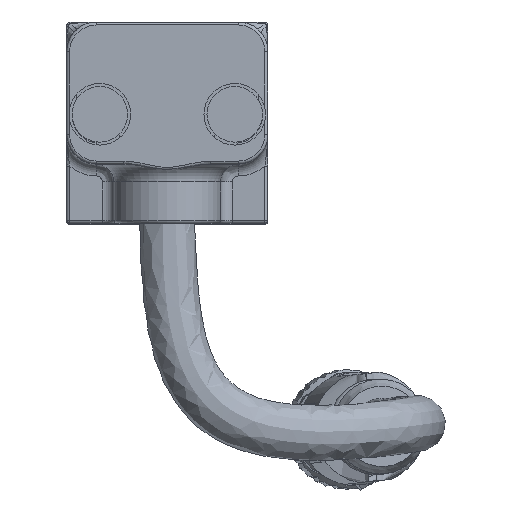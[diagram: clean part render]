
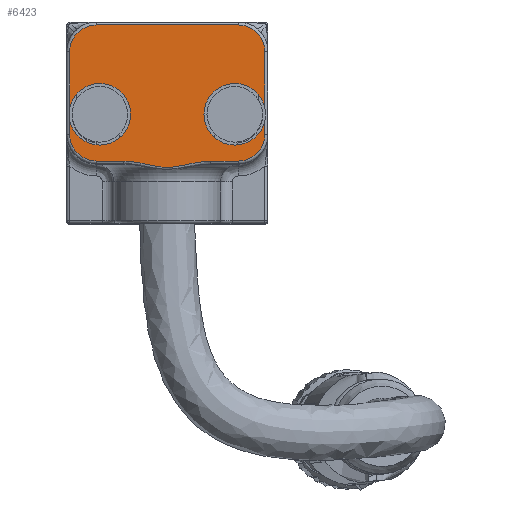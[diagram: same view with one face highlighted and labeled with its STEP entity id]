
A CAD part, top view. The second image highlights one B-rep face of the part: STEP entity #6423.
In plain terms, the highlighted planar face has unit normal (0, 0, 1).
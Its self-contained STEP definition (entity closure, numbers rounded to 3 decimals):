
#116=B_SPLINE_CURVE_WITH_KNOTS('',3,(#10043,#10044,#10045,#10046,#10047,
#10048,#10049,#10050,#10051),.UNSPECIFIED.,.F.,.F.,(4,1,1,1,1,1,4),(-0.742,
-0.583,-0.53,-0.424,-0.318,
-0.212,0.),.UNSPECIFIED.);
#456=LINE('',#9994,#918);
#457=LINE('',#10065,#919);
#459=LINE('',#10087,#921);
#461=LINE('',#10092,#923);
#462=LINE('',#10103,#924);
#464=LINE('',#10125,#926);
#466=LINE('',#10130,#928);
#918=VECTOR('',#8148,10.);
#919=VECTOR('',#8155,10.);
#921=VECTOR('',#8167,10.);
#923=VECTOR('',#8171,10.);
#924=VECTOR('',#8184,10.);
#926=VECTOR('',#8196,10.);
#928=VECTOR('',#8200,10.);
#1433=FACE_OUTER_BOUND('',#1795,.T.);
#1795=EDGE_LOOP('',(#4630,#4631,#4632,#4633,#4634,#4635,#4636,#4637,#4638,
#4639,#4640,#4641,#4642,#4643,#4644,#4645));
#2159=CIRCLE('',#6988,2.25);
#2163=CIRCLE('',#6994,2.25);
#2167=CIRCLE('',#7000,2.25);
#2171=CIRCLE('',#7006,2.25);
#2178=CIRCLE('',#7019,2.6);
#2179=CIRCLE('',#7020,2.6);
#2180=CIRCLE('',#7021,2.6);
#2181=CIRCLE('',#7022,2.6);
#2599=VERTEX_POINT('',#9987);
#2602=VERTEX_POINT('',#9992);
#2604=VERTEX_POINT('',#10041);
#2606=VERTEX_POINT('',#10063);
#2608=VERTEX_POINT('',#10069);
#2609=VERTEX_POINT('',#10074);
#2610=VERTEX_POINT('',#10075);
#2612=VERTEX_POINT('',#10090);
#2614=VERTEX_POINT('',#10095);
#2616=VERTEX_POINT('',#10101);
#2618=VERTEX_POINT('',#10107);
#2619=VERTEX_POINT('',#10112);
#2620=VERTEX_POINT('',#10113);
#2622=VERTEX_POINT('',#10128);
#2633=VERTEX_POINT('',#10185);
#2634=VERTEX_POINT('',#10188);
#3318=EDGE_CURVE('',#2602,#2599,#456,.T.);
#3320=EDGE_CURVE('',#2604,#2602,#116,.T.);
#3323=EDGE_CURVE('',#2606,#2604,#457,.T.);
#3326=EDGE_CURVE('',#2608,#2606,#2159,.T.);
#3329=EDGE_CURVE('',#2610,#2608,#459,.T.);
#3332=EDGE_CURVE('',#2612,#2609,#461,.T.);
#3334=EDGE_CURVE('',#2614,#2612,#2163,.T.);
#3337=EDGE_CURVE('',#2616,#2614,#462,.T.);
#3340=EDGE_CURVE('',#2618,#2616,#2167,.T.);
#3343=EDGE_CURVE('',#2620,#2618,#464,.T.);
#3346=EDGE_CURVE('',#2622,#2619,#466,.T.);
#3348=EDGE_CURVE('',#2599,#2622,#2171,.T.);
#3365=EDGE_CURVE('',#2633,#2620,#2178,.T.);
#3366=EDGE_CURVE('',#2619,#2633,#2179,.T.);
#3367=EDGE_CURVE('',#2634,#2610,#2180,.T.);
#3368=EDGE_CURVE('',#2609,#2634,#2181,.T.);
#4630=ORIENTED_EDGE('',*,*,#3332,.F.);
#4631=ORIENTED_EDGE('',*,*,#3334,.F.);
#4632=ORIENTED_EDGE('',*,*,#3337,.F.);
#4633=ORIENTED_EDGE('',*,*,#3340,.F.);
#4634=ORIENTED_EDGE('',*,*,#3343,.F.);
#4635=ORIENTED_EDGE('',*,*,#3365,.F.);
#4636=ORIENTED_EDGE('',*,*,#3366,.F.);
#4637=ORIENTED_EDGE('',*,*,#3346,.F.);
#4638=ORIENTED_EDGE('',*,*,#3348,.F.);
#4639=ORIENTED_EDGE('',*,*,#3318,.F.);
#4640=ORIENTED_EDGE('',*,*,#3320,.F.);
#4641=ORIENTED_EDGE('',*,*,#3323,.F.);
#4642=ORIENTED_EDGE('',*,*,#3326,.F.);
#4643=ORIENTED_EDGE('',*,*,#3329,.F.);
#4644=ORIENTED_EDGE('',*,*,#3367,.F.);
#4645=ORIENTED_EDGE('',*,*,#3368,.F.);
#5836=PLANE('',#7018);
#6423=ADVANCED_FACE('',(#1433),#5836,.T.);
#6988=AXIS2_PLACEMENT_3D('',#10071,#8161,#8162);
#6994=AXIS2_PLACEMENT_3D('',#10097,#8176,#8177);
#7000=AXIS2_PLACEMENT_3D('',#10109,#8190,#8191);
#7006=AXIS2_PLACEMENT_3D('',#10133,#8205,#8206);
#7018=AXIS2_PLACEMENT_3D('',#10184,#8236,#8237);
#7019=AXIS2_PLACEMENT_3D('',#10186,#8238,#8239);
#7020=AXIS2_PLACEMENT_3D('',#10187,#8240,#8241);
#7021=AXIS2_PLACEMENT_3D('',#10189,#8242,#8243);
#7022=AXIS2_PLACEMENT_3D('',#10190,#8244,#8245);
#8148=DIRECTION('',(-1.,0.,0.));
#8155=DIRECTION('',(-1.,0.,0.));
#8161=DIRECTION('center_axis',(0.,0.,
-1.));
#8162=DIRECTION('ref_axis',(0.707,-0.707,0.));
#8167=DIRECTION('',(0.,-1.,0.));
#8171=DIRECTION('',(0.,-1.,0.));
#8176=DIRECTION('center_axis',(0.,0.,
-1.));
#8177=DIRECTION('ref_axis',(0.707,0.707,0.));
#8184=DIRECTION('',(1.,0.,0.));
#8190=DIRECTION('center_axis',(0.,0.,
-1.));
#8191=DIRECTION('ref_axis',(-0.707,0.707,0.));
#8196=DIRECTION('',(0.,1.,0.));
#8200=DIRECTION('',(0.,1.,0.));
#8205=DIRECTION('center_axis',(0.,0.,
-1.));
#8206=DIRECTION('ref_axis',(-0.707,-0.707,0.));
#8236=DIRECTION('center_axis',(0.,0.,
1.));
#8237=DIRECTION('ref_axis',(0.,1.,0.));
#8238=DIRECTION('center_axis',(0.,0.,
1.));
#8239=DIRECTION('ref_axis',(0.,-1.,0.));
#8240=DIRECTION('center_axis',(0.,0.,
1.));
#8241=DIRECTION('ref_axis',(0.,-1.,0.));
#8242=DIRECTION('center_axis',(0.,0.,
1.));
#8243=DIRECTION('ref_axis',(0.,-1.,0.));
#8244=DIRECTION('center_axis',(0.,0.,
1.));
#8245=DIRECTION('ref_axis',(0.,-1.,0.));
#9987=CARTESIAN_POINT('',(2.5,5.25,0.));
#9992=CARTESIAN_POINT('',(4.834,5.25,0.));
#9994=CARTESIAN_POINT('',(10.75,5.25,0.));
#10041=CARTESIAN_POINT('',(12.166,5.25,0.));
#10043=CARTESIAN_POINT('Ctrl Pts',(12.166,5.25,0.));
#10044=CARTESIAN_POINT('Ctrl Pts',(11.636,5.25,0.));
#10045=CARTESIAN_POINT('Ctrl Pts',(10.935,5.13,0.));
#10046=CARTESIAN_POINT('Ctrl Pts',(9.901,4.9,0.));
#10047=CARTESIAN_POINT('Ctrl Pts',(9.034,4.717,0.));
#10048=CARTESIAN_POINT('Ctrl Pts',(7.965,4.716,0.));
#10049=CARTESIAN_POINT('Ctrl Pts',(6.581,5.009,0.));
#10050=CARTESIAN_POINT('Ctrl Pts',(5.541,5.25,0.));
#10051=CARTESIAN_POINT('Ctrl Pts',(4.834,5.25,0.));
#10063=CARTESIAN_POINT('',(14.5,5.25,0.));
#10065=CARTESIAN_POINT('',(10.75,5.25,0.));
#10069=CARTESIAN_POINT('',(16.75,7.5,0.));
#10071=CARTESIAN_POINT('Origin',(14.5,7.5,0.));
#10074=CARTESIAN_POINT('',(16.75,9.707,0.));
#10075=CARTESIAN_POINT('',(16.75,8.693,0.));
#10087=CARTESIAN_POINT('',(16.75,4.25,0.));
#10090=CARTESIAN_POINT('',(16.75,14.5,0.));
#10092=CARTESIAN_POINT('',(16.75,4.25,0.));
#10095=CARTESIAN_POINT('',(14.5,16.75,0.));
#10097=CARTESIAN_POINT('Origin',(14.5,14.5,0.));
#10101=CARTESIAN_POINT('',(2.5,16.75,0.));
#10103=CARTESIAN_POINT('',(12.75,16.75,0.));
#10107=CARTESIAN_POINT('',(0.25,14.5,0.));
#10109=CARTESIAN_POINT('Origin',(2.5,14.5,0.));
#10112=CARTESIAN_POINT('',(0.25,8.693,0.));
#10113=CARTESIAN_POINT('',(0.25,9.707,0.));
#10125=CARTESIAN_POINT('',(0.25,12.75,0.));
#10128=CARTESIAN_POINT('',(0.25,7.5,0.));
#10130=CARTESIAN_POINT('',(0.25,12.75,0.));
#10133=CARTESIAN_POINT('Origin',(2.5,7.5,0.));
#10184=CARTESIAN_POINT('Origin',(8.5,8.5,0.));
#10185=CARTESIAN_POINT('',(2.8,11.8,0.));
#10186=CARTESIAN_POINT('Origin',(2.8,9.2,0.));
#10187=CARTESIAN_POINT('Origin',(2.8,9.2,0.));
#10188=CARTESIAN_POINT('',(14.2,11.8,0.));
#10189=CARTESIAN_POINT('Origin',(14.2,9.2,0.));
#10190=CARTESIAN_POINT('Origin',(14.2,9.2,0.));
